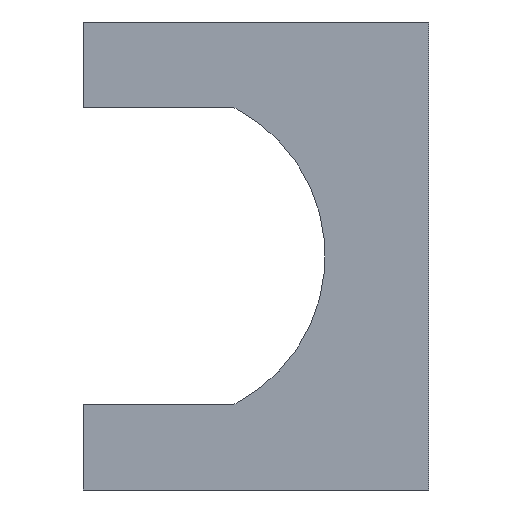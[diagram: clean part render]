
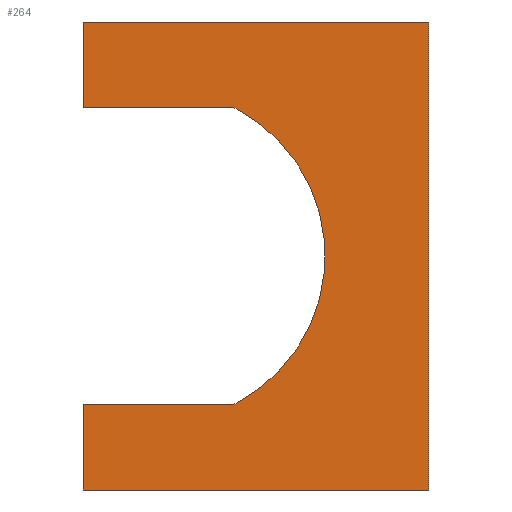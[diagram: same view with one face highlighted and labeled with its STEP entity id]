
A CAD part, left-side view. The second image highlights one B-rep face of the part: STEP entity #264.
In plain terms, the highlighted free-form (B-spline) face has degree [1, 1] with [2, 2] control points.
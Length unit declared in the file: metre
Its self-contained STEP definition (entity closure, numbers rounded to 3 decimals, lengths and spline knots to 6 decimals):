
#19=B_SPLINE_SURFACE_WITH_KNOTS('',1,1,((#452,#453),(#454,#455)),
 .PLANE_SURF.,.F.,.F.,.F.,(2,2),(2,2),(0.,1.),(0.,1.),.UNSPECIFIED.);
#26=LINE('',#396,#48);
#29=LINE('',#405,#51);
#32=LINE('',#414,#54);
#35=LINE('',#425,#57);
#38=LINE('',#434,#60);
#41=LINE('',#443,#63);
#44=LINE('',#451,#66);
#48=VECTOR('',#310,1.);
#51=VECTOR('',#313,1.);
#54=VECTOR('',#316,1.);
#57=VECTOR('',#323,1.);
#60=VECTOR('',#326,1.);
#63=VECTOR('',#329,1.);
#66=VECTOR('',#332,1.);
#115=ORIENTED_EDGE('',*,*,#153,.T.);
#116=ORIENTED_EDGE('',*,*,#176,.T.);
#117=ORIENTED_EDGE('',*,*,#173,.T.);
#118=ORIENTED_EDGE('',*,*,#170,.T.);
#119=ORIENTED_EDGE('',*,*,#167,.F.);
#120=ORIENTED_EDGE('',*,*,#162,.F.);
#121=ORIENTED_EDGE('',*,*,#159,.F.);
#122=ORIENTED_EDGE('',*,*,#156,.F.);
#153=EDGE_CURVE('',#190,#189,#208,.T.);
#156=EDGE_CURVE('',#190,#192,#26,.T.);
#159=EDGE_CURVE('',#192,#194,#29,.T.);
#162=EDGE_CURVE('',#194,#196,#32,.T.);
#167=EDGE_CURVE('',#196,#198,#35,.T.);
#170=EDGE_CURVE('',#200,#198,#38,.T.);
#173=EDGE_CURVE('',#202,#200,#41,.T.);
#176=EDGE_CURVE('',#189,#202,#44,.T.);
#189=VERTEX_POINT('',#386);
#190=VERTEX_POINT('',#388);
#192=VERTEX_POINT('',#397);
#194=VERTEX_POINT('',#406);
#196=VERTEX_POINT('',#415);
#198=VERTEX_POINT('',#426);
#200=VERTEX_POINT('',#435);
#202=VERTEX_POINT('',#444);
#208=CIRCLE('',#288,0.0185);
#225=EDGE_LOOP('',(#115,#116,#117,#118,#119,#120,#121,#122));
#243=FACE_BOUND('',#225,.T.);
#264=ADVANCED_FACE('',(#243),#19,.F.);
#288=AXIS2_PLACEMENT_3D('',#387,#306,#307);
#306=DIRECTION('',(1.,0.,0.));
#307=DIRECTION('',(0.,0.,-1.));
#310=DIRECTION('',(0.,1.,0.));
#313=DIRECTION('',(0.,0.,1.));
#316=DIRECTION('',(0.,-1.,0.));
#323=DIRECTION('',(0.,0.,-1.));
#326=DIRECTION('',(0.,-1.,0.));
#329=DIRECTION('',(0.,0.,-1.));
#332=DIRECTION('',(0.,1.,0.));
#386=CARTESIAN_POINT('',(-0.018213,0.021633,0.113495));
#387=CARTESIAN_POINT('',(-0.018213,0.03,0.129995));
#388=CARTESIAN_POINT('',(-0.018213,0.021633,0.146495));
#396=CARTESIAN_POINT('',(-0.018213,0.03,0.146495));
#397=CARTESIAN_POINT('',(-0.018213,0.038367,0.146495));
#405=CARTESIAN_POINT('',(-0.018213,0.038367,0.151243));
#406=CARTESIAN_POINT('',(-0.018213,0.038367,0.15599));
#414=CARTESIAN_POINT('',(-0.018213,0.019183,0.15599));
#415=CARTESIAN_POINT('',(-0.018213,0.,0.15599));
#425=CARTESIAN_POINT('',(-0.018213,0.,0.102));
#426=CARTESIAN_POINT('',(-0.018213,0.,0.104));
#434=CARTESIAN_POINT('',(-0.018213,0.060002,0.104));
#435=CARTESIAN_POINT('',(-0.018213,0.038367,0.104));
#443=CARTESIAN_POINT('',(-0.018213,0.038367,0.108748));
#444=CARTESIAN_POINT('',(-0.018213,0.038367,0.113495));
#451=CARTESIAN_POINT('',(-0.018213,0.03,0.113495));
#452=CARTESIAN_POINT('',(-0.018213,-0.001918,0.101401));
#453=CARTESIAN_POINT('',(-0.018213,-0.001918,0.15859));
#454=CARTESIAN_POINT('',(-0.018213,0.040285,0.101401));
#455=CARTESIAN_POINT('',(-0.018213,0.040285,0.15859));
